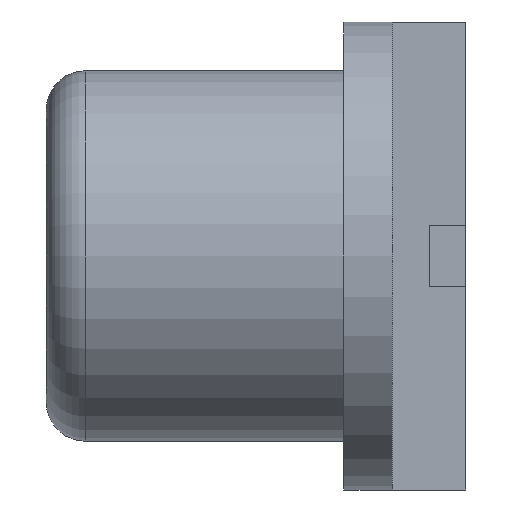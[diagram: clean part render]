
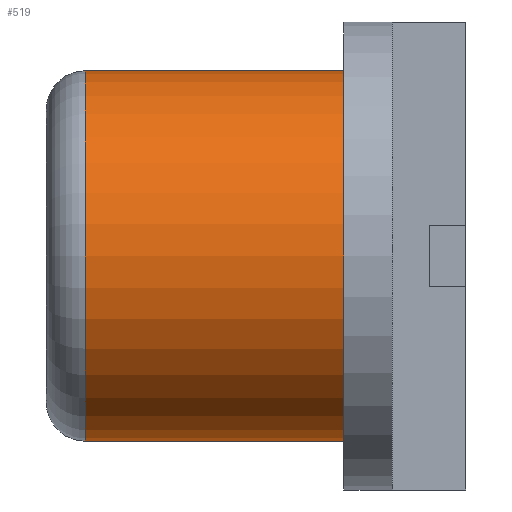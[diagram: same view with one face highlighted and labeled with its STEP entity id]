
A CAD part, left-side view. The second image highlights one B-rep face of the part: STEP entity #519.
In plain terms, the highlighted cylindrical face has radius 1.9 mm (diameter 3.8 mm), a partial arc.
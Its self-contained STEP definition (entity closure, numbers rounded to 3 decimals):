
#1 = EDGE_LOOP ( 'NONE', ( #639, #244, #489, #129 ) ) ;
#5 = CARTESIAN_POINT ( 'NONE',  ( -3.25, 19.579, 1.9 ) ) ;
#24 = EDGE_CURVE ( 'NONE', #243, #581, #832, .T. ) ;
#56 = EDGE_CURVE ( 'NONE', #817, #271, #432, .T. ) ;
#89 = CYLINDRICAL_SURFACE ( 'NONE', #307, 1.9 ) ;
#102 = CARTESIAN_POINT ( 'NONE',  ( -3.25, 19.579, 0. ) ) ;
#121 = LINE ( 'NONE', #182, #141 ) ;
#129 = ORIENTED_EDGE ( 'NONE', *, *, #56, .T. ) ;
#141 = VECTOR ( 'NONE', #772, 1000. ) ;
#153 = AXIS2_PLACEMENT_3D ( 'NONE', #291, #768, #572 ) ;
#165 = DIRECTION ( 'NONE',  ( 0., -1., 0. ) ) ;
#182 = CARTESIAN_POINT ( 'NONE',  ( -3.25, 19.579, -1.9 ) ) ;
#243 = VERTEX_POINT ( 'NONE', #422 ) ;
#244 = ORIENTED_EDGE ( 'NONE', *, *, #24, .T. ) ;
#257 = AXIS2_PLACEMENT_3D ( 'NONE', #885, #883, #279 ) ;
#271 = VERTEX_POINT ( 'NONE', #419 ) ;
#279 = DIRECTION ( 'NONE',  ( 0., 0., -1. ) ) ;
#291 = CARTESIAN_POINT ( 'NONE',  ( -3.25, 1.25, 0. ) ) ;
#307 = AXIS2_PLACEMENT_3D ( 'NONE', #102, #165, #826 ) ;
#323 = EDGE_CURVE ( 'NONE', #243, #271, #374, .T. ) ;
#374 = LINE ( 'NONE', #5, #690 ) ;
#419 = CARTESIAN_POINT ( 'NONE',  ( -3.25, 1.25, 1.9 ) ) ;
#422 = CARTESIAN_POINT ( 'NONE',  ( -3.25, 3.9, 1.9 ) ) ;
#432 = CIRCLE ( 'NONE', #153, 1.9 ) ;
#441 = EDGE_CURVE ( 'NONE', #581, #817, #121, .T. ) ;
#489 = ORIENTED_EDGE ( 'NONE', *, *, #441, .T. ) ;
#490 = DIRECTION ( 'NONE',  ( 0., -1., 0. ) ) ;
#519 = ADVANCED_FACE ( 'NONE', ( #838 ), #89, .T. ) ;
#538 = CARTESIAN_POINT ( 'NONE',  ( -3.25, 1.25, -1.9 ) ) ;
#572 = DIRECTION ( 'NONE',  ( 0., 0., 1. ) ) ;
#581 = VERTEX_POINT ( 'NONE', #635 ) ;
#635 = CARTESIAN_POINT ( 'NONE',  ( -3.25, 3.9, -1.9 ) ) ;
#639 = ORIENTED_EDGE ( 'NONE', *, *, #323, .F. ) ;
#690 = VECTOR ( 'NONE', #490, 1000. ) ;
#768 = DIRECTION ( 'NONE',  ( 0., 1., 0. ) ) ;
#772 = DIRECTION ( 'NONE',  ( 0., -1., 0. ) ) ;
#817 = VERTEX_POINT ( 'NONE', #538 ) ;
#826 = DIRECTION ( 'NONE',  ( 0., 0., -1. ) ) ;
#832 = CIRCLE ( 'NONE', #257, 1.9 ) ;
#838 = FACE_OUTER_BOUND ( 'NONE', #1, .T. ) ;
#883 = DIRECTION ( 'NONE',  ( 0., -1., 0. ) ) ;
#885 = CARTESIAN_POINT ( 'NONE',  ( -3.25, 3.9, 0. ) ) ;
